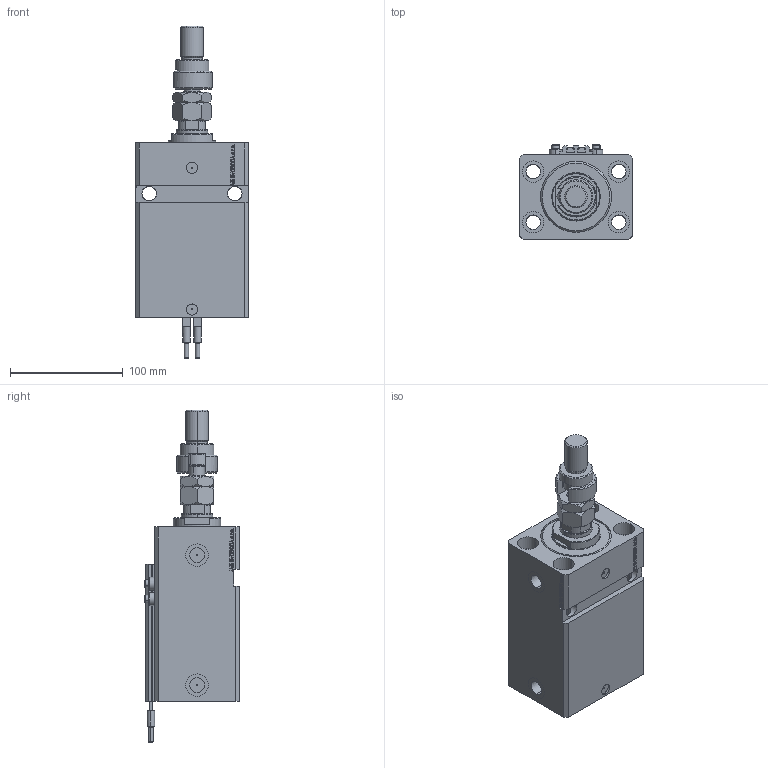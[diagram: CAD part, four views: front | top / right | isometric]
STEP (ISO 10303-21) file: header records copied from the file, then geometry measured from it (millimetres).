
FILE_DESCRIPTION (( 'STEP AP203' ), '1' );
FILE_NAME ('59c3.STEP', '2021-09-24T10:31:58', ( '' ), ( '' ), 'SwSTEP 2.0', 'SolidWorks 2019', '' );
FILE_SCHEMA (( 'CONFIG_CONTROL_DESIGN' ));
Length unit declared in the file: millimetre
Products named in the file (9): 59c3; ALLEN BOLT V250CE 30f2fb70861d787312280a65ee5c537d; SWITCH_V250CE 30f2fb70861d787312280a65ee5c537d; DFA 30f2fb70861d787312280a65ee5c537d; V250CE_VC_E 30f2fb70861d787312280a65ee5c537d; V250CE_C_VCP 30f2fb70861d787312280a65ee5c537d; V250CE_E 30f2fb70861d787312280a65ee5c537d; MFA 30f2fb70861d787312280a65ee5c537d; FEMALE_PART_FOR_DFA 30f2fb70861d787312280a65ee5c537d
Assembly tree (12 placements, depth 3):
  59c3
    V250CE_E 30f2fb70861d787312280a65ee5c537d
    ALLEN BOLT V250CE 30f2fb70861d787312280a65ee5c537d  x4
    V250CE_C_VCP 30f2fb70861d787312280a65ee5c537d
    V250CE_VC_E 30f2fb70861d787312280a65ee5c537d
    DFA 30f2fb70861d787312280a65ee5c537d
      FEMALE_PART_FOR_DFA 30f2fb70861d787312280a65ee5c537d
      MFA 30f2fb70861d787312280a65ee5c537d
    SWITCH_V250CE 30f2fb70861d787312280a65ee5c537d  x2
Bounding box: 100 x 84 x 294.9 mm (x, y, z)
Volume: 1003574.1 mm3; surface area: 191807.4 mm2
Topology: 12 solids, 12 shells, 1241 faces, 3064 edges, 1967 vertices
Faces by surface type: plane 599, bspline 357, cylinder 163, cone 100, torus 22
Entity records: 51842 total; most frequent: CARTESIAN_POINT 25892, ORIENTED_EDGE 5710, DIRECTION 3971, EDGE_CURVE 2855, VERTEX_POINT 1853, VECTOR 1691, LINE 1691, EDGE_LOOP 1282
